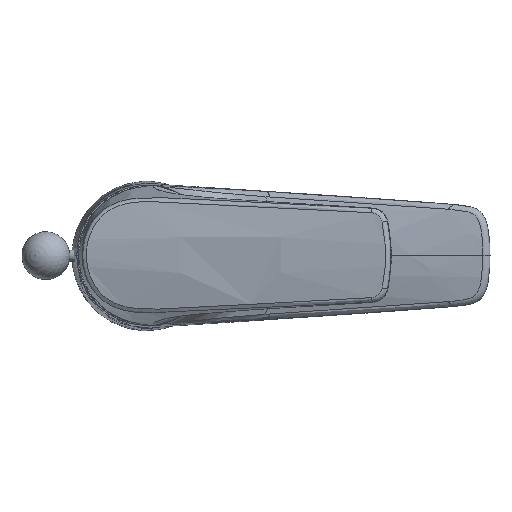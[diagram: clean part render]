
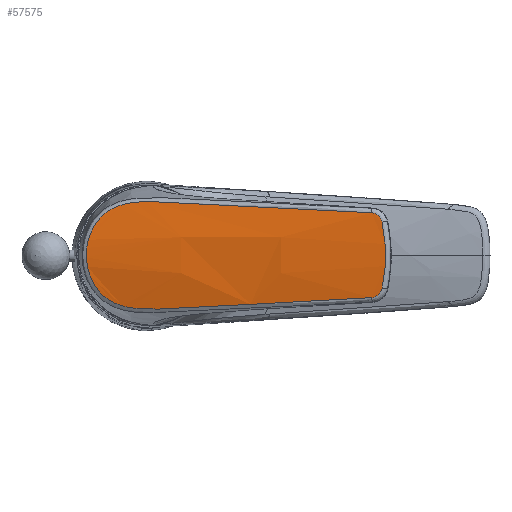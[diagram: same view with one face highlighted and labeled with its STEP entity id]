
A CAD part, top view. The second image highlights one B-rep face of the part: STEP entity #57575.
In plain terms, the highlighted free-form (B-spline) face has degree [3, 3] with [4, 4] control points.
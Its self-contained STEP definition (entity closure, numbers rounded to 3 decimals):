
#13052=B_SPLINE_SURFACE_WITH_KNOTS('',3,3,((#135023,#135024,#135025,#135026),
(#135027,#135028,#135029,#135030),(#135031,#135032,#135033,#135034),(#135035,
#135036,#135037,#135038)),.UNSPECIFIED.,.F.,.F.,.F.,(4,4),(4,4),(0.054,
0.944),(0.087,0.876),.UNSPECIFIED.);
#32345=ORIENTED_EDGE('',*,*,#40845,.T.);
#32346=ORIENTED_EDGE('',*,*,#40846,.T.);
#32347=ORIENTED_EDGE('',*,*,#40847,.T.);
#32348=ORIENTED_EDGE('',*,*,#40848,.T.);
#40845=EDGE_CURVE('',#46477,#46478,#47171,.T.);
#40846=EDGE_CURVE('',#46478,#46479,#47172,.T.);
#40847=EDGE_CURVE('',#46479,#46480,#47173,.T.);
#40848=EDGE_CURVE('',#46480,#46477,#47174,.T.);
#46477=VERTEX_POINT('',#135074);
#46478=VERTEX_POINT('',#135075);
#46479=VERTEX_POINT('',#135081);
#46480=VERTEX_POINT('',#135089);
#47171=B_SPLINE_CURVE_WITH_KNOTS('',3,(#135039,#135040,#135041,#135042,
#135043,#135044,#135045,#135046,#135047,#135048,#135049,#135050,#135051,
#135052,#135053,#135054,#135055,#135056,#135057,#135058,#135059,#135060,
#135061,#135062,#135063,#135064,#135065,#135066,#135067,#135068,#135069,
#135070,#135071,#135072,#135073),.UNSPECIFIED.,.F.,.F.,(4,1,1,1,1,1,1,1,
1,1,1,1,1,1,1,1,1,1,1,1,1,1,1,1,1,1,1,1,1,1,1,1,4),(0.,0.012,
0.024,0.036,0.048,0.054,
0.06,0.066,0.072,0.078,
0.081,0.083,0.084,0.087,
0.09,0.093,0.096,0.099,
0.102,0.105,0.108,0.111,
0.114,0.117,0.12,0.126,
0.132,0.138,0.144,0.156,
0.168,0.18,0.192),.UNSPECIFIED.);
#47172=B_SPLINE_CURVE_WITH_KNOTS('',3,(#135076,#135077,#135078,#135079,
#135080),.UNSPECIFIED.,.F.,.F.,(4,1,4),(0.,0.002,0.005),
 .UNSPECIFIED.);
#47173=B_SPLINE_CURVE_WITH_KNOTS('',3,(#135082,#135083,#135084,#135085,
#135086,#135087,#135088),.UNSPECIFIED.,.F.,.F.,(4,1,1,1,4),(0.,0.005,
0.01,0.015,0.02),.UNSPECIFIED.);
#47174=B_SPLINE_CURVE_WITH_KNOTS('',3,(#135090,#135091,#135092,#135093,
#135094),.UNSPECIFIED.,.F.,.F.,(4,1,4),(0.,0.002,0.005),
 .UNSPECIFIED.);
#50715=EDGE_LOOP('',(#32345,#32346,#32347,#32348));
#54325=FACE_BOUND('',#50715,.T.);
#57575=ADVANCED_FACE('',(#54325),#13052,.T.);
#135023=CARTESIAN_POINT('',(-18.168,-16.748,131.425));
#135024=CARTESIAN_POINT('',(10.1,-16.748,135.295));
#135025=CARTESIAN_POINT('',(40.54,-16.752,139.175));
#135026=CARTESIAN_POINT('',(73.152,-16.761,143.068));
#135027=CARTESIAN_POINT('',(-18.95,-5.608,133.884));
#135028=CARTESIAN_POINT('',(9.299,-5.608,137.829));
#135029=CARTESIAN_POINT('',(39.849,-5.609,141.229));
#135030=CARTESIAN_POINT('',(72.699,-5.612,144.086));
#135031=CARTESIAN_POINT('',(-18.952,5.533,133.89));
#135032=CARTESIAN_POINT('',(9.297,5.533,137.834));
#135033=CARTESIAN_POINT('',(39.847,5.534,141.234));
#135034=CARTESIAN_POINT('',(72.698,5.537,144.088));
#135035=CARTESIAN_POINT('',(-18.173,16.673,131.441));
#135036=CARTESIAN_POINT('',(10.095,16.673,135.312));
#135037=CARTESIAN_POINT('',(40.535,16.677,139.189));
#135038=CARTESIAN_POINT('',(73.149,16.686,143.075));
#135039=CARTESIAN_POINT('',(67.809,12.796,142.816));
#135040=CARTESIAN_POINT('',(63.838,13.071,142.354));
#135041=CARTESIAN_POINT('',(55.895,13.565,141.407));
#135042=CARTESIAN_POINT('',(43.982,14.185,139.929));
#135043=CARTESIAN_POINT('',(32.072,14.763,138.394));
#135044=CARTESIAN_POINT('',(22.157,15.28,137.06));
#135045=CARTESIAN_POINT('',(14.232,15.723,135.959));
#135046=CARTESIAN_POINT('',(8.287,16.048,135.121));
#135047=CARTESIAN_POINT('',(2.346,16.299,134.287));
#135048=CARTESIAN_POINT('',(-3.624,16.184,133.519));
#135049=CARTESIAN_POINT('',(-8.549,15.113,133.098));
#135050=CARTESIAN_POINT('',(-11.65,13.39,133.014));
#135051=CARTESIAN_POINT('',(-13.196,12.141,133.023));
#135052=CARTESIAN_POINT('',(-14.621,10.688,133.062));
#135053=CARTESIAN_POINT('',(-16.041,8.652,133.149));
#135054=CARTESIAN_POINT('',(-17.283,5.884,133.258));
#135055=CARTESIAN_POINT('',(-18.028,2.983,133.334));
#135056=CARTESIAN_POINT('',(-18.282,-0.043,133.36));
#135057=CARTESIAN_POINT('',(-18.02,-3.029,133.333));
#135058=CARTESIAN_POINT('',(-17.255,-5.966,133.255));
#135059=CARTESIAN_POINT('',(-16.008,-8.712,133.146));
#135060=CARTESIAN_POINT('',(-14.265,-11.182,133.041));
#135061=CARTESIAN_POINT('',(-11.998,-13.212,133.002));
#135062=CARTESIAN_POINT('',(-9.357,-14.653,133.078));
#135063=CARTESIAN_POINT('',(-6.467,-15.566,133.274));
#135064=CARTESIAN_POINT('',(-2.552,-16.207,133.657));
#135065=CARTESIAN_POINT('',(2.448,-16.297,134.3));
#135066=CARTESIAN_POINT('',(8.378,-16.043,135.134));
#135067=CARTESIAN_POINT('',(14.319,-15.718,135.971));
#135068=CARTESIAN_POINT('',(22.238,-15.276,137.071));
#135069=CARTESIAN_POINT('',(32.145,-14.76,138.404));
#135070=CARTESIAN_POINT('',(44.044,-14.182,139.937));
#135071=CARTESIAN_POINT('',(55.949,-13.562,141.414));
#135072=CARTESIAN_POINT('',(63.885,-13.068,142.36));
#135073=CARTESIAN_POINT('',(67.853,-12.793,142.821));
#135074=CARTESIAN_POINT('',(67.809,12.796,142.816));
#135075=CARTESIAN_POINT('',(67.853,-12.793,142.821));
#135076=CARTESIAN_POINT('',(67.853,-12.793,142.821));
#135077=CARTESIAN_POINT('',(68.627,-12.739,142.911));
#135078=CARTESIAN_POINT('',(70.105,-12.085,143.129));
#135079=CARTESIAN_POINT('',(70.887,-10.68,143.308));
#135080=CARTESIAN_POINT('',(71.032,-9.915,143.369));
#135081=CARTESIAN_POINT('',(71.032,-9.915,143.369));
#135082=CARTESIAN_POINT('',(71.032,-9.915,143.369));
#135083=CARTESIAN_POINT('',(71.343,-8.273,143.499));
#135084=CARTESIAN_POINT('',(71.823,-4.969,143.692));
#135085=CARTESIAN_POINT('',(72.126,0.055,143.792));
#135086=CARTESIAN_POINT('',(71.789,5.014,143.687));
#135087=CARTESIAN_POINT('',(71.304,8.299,143.494));
#135088=CARTESIAN_POINT('',(70.985,9.936,143.362));
#135089=CARTESIAN_POINT('',(70.985,9.936,143.362));
#135090=CARTESIAN_POINT('',(70.985,9.936,143.362));
#135091=CARTESIAN_POINT('',(70.837,10.697,143.301));
#135092=CARTESIAN_POINT('',(70.048,12.098,143.122));
#135093=CARTESIAN_POINT('',(68.581,12.742,142.906));
#135094=CARTESIAN_POINT('',(67.809,12.796,142.816));
